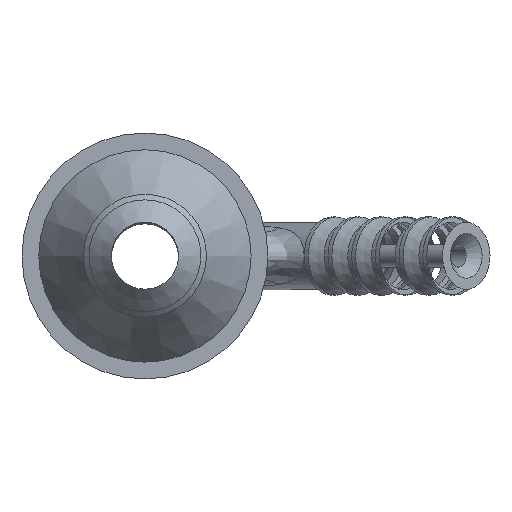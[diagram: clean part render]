
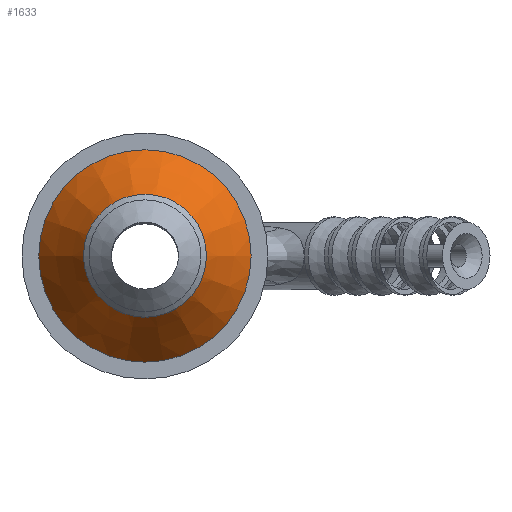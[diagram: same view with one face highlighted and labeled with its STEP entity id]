
A CAD part, top view. The second image highlights one B-rep face of the part: STEP entity #1633.
In plain terms, the highlighted conical face has half-angle 34.229 degrees and reference radius 7.25 mm.
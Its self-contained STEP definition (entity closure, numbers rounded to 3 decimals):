
#212=FACE_OUTER_BOUND('',#320,.T.);
#320=EDGE_LOOP('',(#1477,#1478,#1479,#1480,#1481,#1482));
#398=LINE('',#3319,#476);
#476=VECTOR('',#2415,7.25);
#617=CIRCLE('',#1875,9.5);
#618=CIRCLE('',#1876,9.5);
#619=CIRCLE('',#1878,5.);
#620=CIRCLE('',#1879,5.);
#776=VERTEX_POINT('',#3310);
#777=VERTEX_POINT('',#3311);
#778=VERTEX_POINT('',#3315);
#779=VERTEX_POINT('',#3316);
#1014=EDGE_CURVE('',#776,#777,#617,.T.);
#1015=EDGE_CURVE('',#777,#776,#618,.T.);
#1016=EDGE_CURVE('',#778,#779,#619,.T.);
#1017=EDGE_CURVE('',#779,#778,#620,.T.);
#1018=EDGE_CURVE('',#779,#777,#398,.T.);
#1477=ORIENTED_EDGE('',*,*,#1016,.F.);
#1478=ORIENTED_EDGE('',*,*,#1017,.F.);
#1479=ORIENTED_EDGE('',*,*,#1018,.T.);
#1480=ORIENTED_EDGE('',*,*,#1015,.T.);
#1481=ORIENTED_EDGE('',*,*,#1014,.T.);
#1482=ORIENTED_EDGE('',*,*,#1018,.F.);
#1541=CONICAL_SURFACE('',#1877,7.25,0.597);
#1633=ADVANCED_FACE('',(#212),#1541,.T.);
#1875=AXIS2_PLACEMENT_3D('',#3312,#2405,#2406);
#1876=AXIS2_PLACEMENT_3D('',#3313,#2407,#2408);
#1877=AXIS2_PLACEMENT_3D('',#3314,#2409,#2410);
#1878=AXIS2_PLACEMENT_3D('',#3317,#2411,#2412);
#1879=AXIS2_PLACEMENT_3D('',#3318,#2413,#2414);
#2405=DIRECTION('center_axis',(0.,0.,1.));
#2406=DIRECTION('ref_axis',(1.,0.,0.));
#2407=DIRECTION('center_axis',(0.,0.,1.));
#2408=DIRECTION('ref_axis',(1.,0.,0.));
#2409=DIRECTION('center_axis',(0.,0.,-1.));
#2410=DIRECTION('ref_axis',(1.,0.,0.));
#2411=DIRECTION('center_axis',(0.,0.,1.));
#2412=DIRECTION('ref_axis',(1.,0.,0.));
#2413=DIRECTION('center_axis',(0.,0.,1.));
#2414=DIRECTION('ref_axis',(1.,0.,0.));
#2415=DIRECTION('',(-0.562,0.,-0.827));
#3310=CARTESIAN_POINT('',(9.5,0.,27.616));
#3311=CARTESIAN_POINT('',(-9.5,0.,27.616));
#3312=CARTESIAN_POINT('Origin',(0.,0.,27.616));
#3313=CARTESIAN_POINT('Origin',(0.,0.,27.616));
#3314=CARTESIAN_POINT('Origin',(0.,0.,30.923));
#3315=CARTESIAN_POINT('',(5.,0.,34.231));
#3316=CARTESIAN_POINT('',(-5.,0.,34.231));
#3317=CARTESIAN_POINT('Origin',(0.,0.,34.231));
#3318=CARTESIAN_POINT('Origin',(0.,0.,34.231));
#3319=CARTESIAN_POINT('',(-7.25,0.,30.923));
